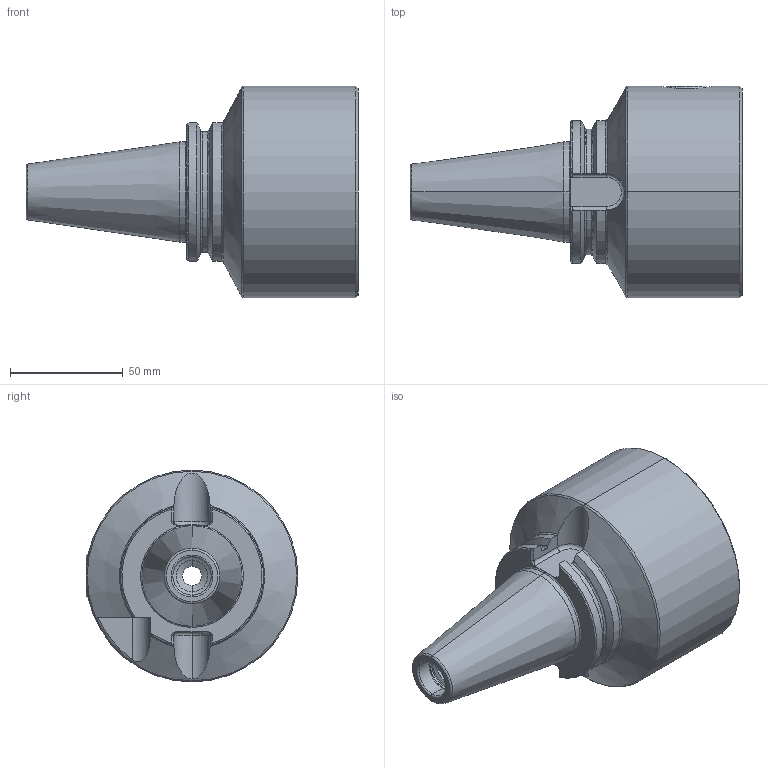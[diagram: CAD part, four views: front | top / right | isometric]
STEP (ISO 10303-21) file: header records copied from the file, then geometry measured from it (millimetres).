
FILE_DESCRIPTION (( 'STEP AP203' ), '1' );
FILE_NAME ('102.415.941.STEP', '2018-03-09T13:03:04', ( 'SWIAdmin' ), ( 'Hewlett-Packard Company' ), 'SwSTEP 2.0', 'SolidWorks 2017', '' );
FILE_SCHEMA (( 'CONFIG_CONTROL_DESIGN' ));
Length unit declared in the file: millimetre
Products named in the file (3): SK4-MB9.K01.079_C; MB9-ER1.001.032_A; 102.415.941
Assembly tree (2 placements, depth 2):
  102.415.941
    SK4-MB9.K01.079_C
    MB9-ER1.001.032_A
Bounding box: 147.35 x 94 x 94 mm (x, y, z)
Volume: 388030 mm3; surface area: 55457.9 mm2
Topology: 2 solids, 2 shells, 171 faces, 428 edges, 261 vertices
Faces by surface type: cylinder 55, plane 47, cone 38, torus 31
Entity records: 5926 total; most frequent: CARTESIAN_POINT 1571, DIRECTION 884, ORIENTED_EDGE 852, EDGE_CURVE 426, AXIS2_PLACEMENT_3D 359, VERTEX_POINT 261, CIRCLE 183, EDGE_LOOP 177
